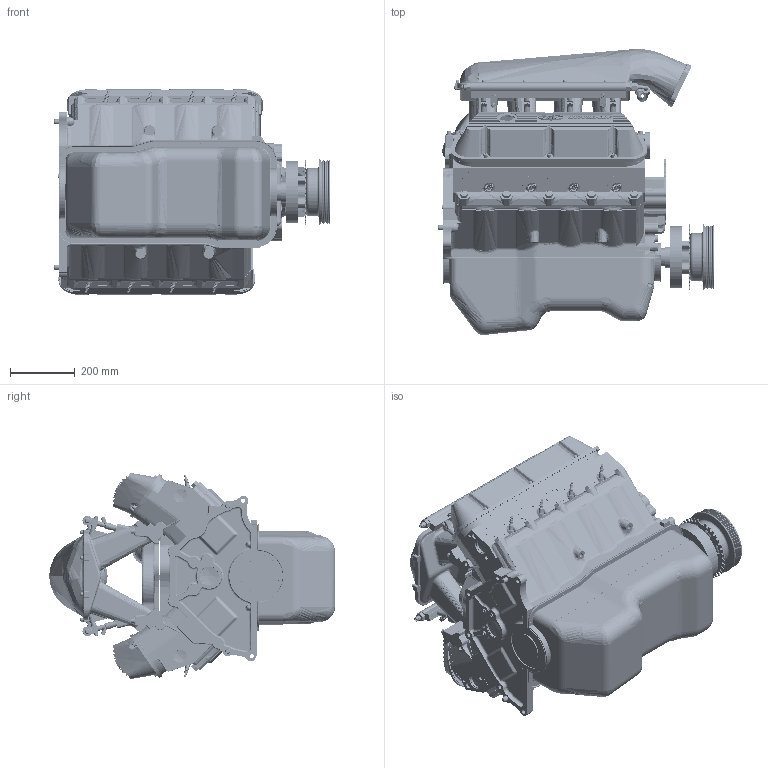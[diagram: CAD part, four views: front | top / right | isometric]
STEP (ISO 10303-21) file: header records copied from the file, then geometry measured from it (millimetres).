
FILE_DESCRIPTION(('FreeCAD Model'),'2;1');
FILE_NAME('Open CASCADE Shape Model','2025-05-03T09:50:50',('FreeCAD'),( 'FreeCAD'),'Open CASCADE STEP processor 7.6','FreeCAD','Unknown');
FILE_SCHEMA(('AUTOMOTIVE_DESIGN { 1 0 10303 214 1 1 1 1 }'));
Products named in the file (1): Open CASCADE STEP translator 7.6 1
Bounding box: 855.83 x 885.09 x 637.71 mm (x, y, z)
Volume: 145370246 mm3; surface area: 5400104.8 mm2
Topology: 2 solids, 64 shells, 8355 faces, 21494 edges, 13543 vertices
Faces by surface type: bspline 8355
Entity records: 436564 total; most frequent: CARTESIAN_POINT 316935, ORIENTED_EDGE 42654, EDGE_CURVE 21327, VERTEX_POINT 13543, B_SPLINE_CURVE_WITH_KNOTS 12979, FACE_BOUND 8898, EDGE_LOOP 8898, ADVANCED_FACE 8355
